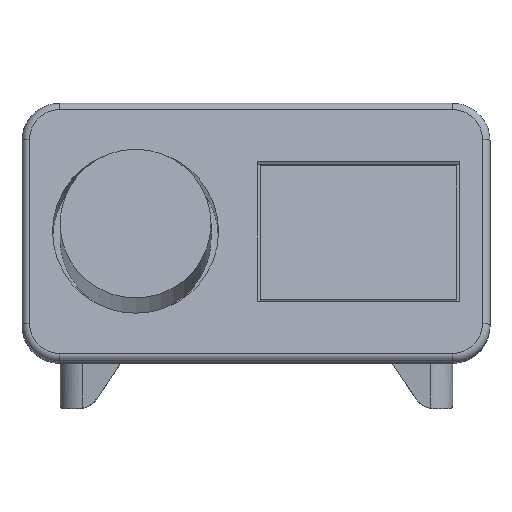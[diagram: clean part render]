
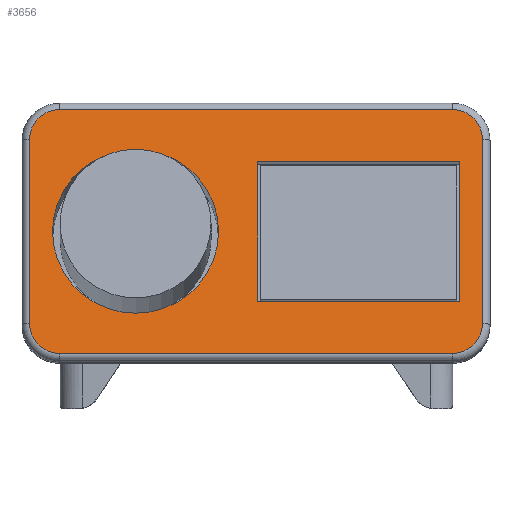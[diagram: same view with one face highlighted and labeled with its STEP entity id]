
A CAD part, front view. The second image highlights one B-rep face of the part: STEP entity #3656.
In plain terms, the highlighted planar face has unit normal (0, -0.985, 0.174).
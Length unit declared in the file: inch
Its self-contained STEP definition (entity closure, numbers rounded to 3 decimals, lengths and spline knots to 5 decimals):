
#245=FACE_BOUND('',#744,.T.);
#246=FACE_BOUND('',#745,.T.);
#305=CIRCLE('',#3909,0.2);
#309=CIRCLE('',#3915,0.2);
#313=CIRCLE('',#3921,0.2);
#316=CIRCLE('',#3926,0.2);
#318=CIRCLE('',#3933,0.55);
#529=FACE_OUTER_BOUND('',#743,.T.);
#743=EDGE_LOOP('',(#2600,#2601,#2602,#2603,#2604,#2605,#2606,#2607));
#744=EDGE_LOOP('',(#2608,#2609,#2610,#2611));
#745=EDGE_LOOP('',(#2612));
#986=LINE('',#6850,#1246);
#987=LINE('',#6861,#1247);
#989=LINE('',#6873,#1249);
#991=LINE('',#6885,#1251);
#999=LINE('',#6904,#1259);
#1000=LINE('',#6906,#1260);
#1001=LINE('',#6908,#1261);
#1002=LINE('',#6909,#1262);
#1246=VECTOR('',#4319,0.3937);
#1247=VECTOR('',#4332,0.3937);
#1249=VECTOR('',#4346,0.3937);
#1251=VECTOR('',#4360,0.3937);
#1259=VECTOR('',#4384,0.3937);
#1260=VECTOR('',#4385,0.3937);
#1261=VECTOR('',#4386,0.3937);
#1262=VECTOR('',#4387,0.3937);
#1554=VERTEX_POINT('',#6843);
#1557=VERTEX_POINT('',#6848);
#1559=VERTEX_POINT('',#6853);
#1561=VERTEX_POINT('',#6859);
#1563=VERTEX_POINT('',#6865);
#1565=VERTEX_POINT('',#6871);
#1567=VERTEX_POINT('',#6877);
#1569=VERTEX_POINT('',#6883);
#1571=VERTEX_POINT('',#6902);
#1572=VERTEX_POINT('',#6903);
#1573=VERTEX_POINT('',#6905);
#1574=VERTEX_POINT('',#6907);
#1575=VERTEX_POINT('',#6910);
#1949=EDGE_CURVE('',#1557,#1554,#986,.T.);
#1951=EDGE_CURVE('',#1559,#1557,#305,.T.);
#1954=EDGE_CURVE('',#1561,#1559,#987,.T.);
#1957=EDGE_CURVE('',#1563,#1561,#309,.T.);
#1960=EDGE_CURVE('',#1565,#1563,#989,.T.);
#1963=EDGE_CURVE('',#1567,#1565,#313,.T.);
#1966=EDGE_CURVE('',#1569,#1567,#991,.T.);
#1968=EDGE_CURVE('',#1554,#1569,#316,.T.);
#1976=EDGE_CURVE('',#1571,#1572,#999,.T.);
#1977=EDGE_CURVE('',#1572,#1573,#1000,.T.);
#1978=EDGE_CURVE('',#1573,#1574,#1001,.T.);
#1979=EDGE_CURVE('',#1574,#1571,#1002,.T.);
#1980=EDGE_CURVE('',#1575,#1575,#318,.T.);
#2600=ORIENTED_EDGE('',*,*,#1949,.F.);
#2601=ORIENTED_EDGE('',*,*,#1951,.F.);
#2602=ORIENTED_EDGE('',*,*,#1954,.F.);
#2603=ORIENTED_EDGE('',*,*,#1957,.F.);
#2604=ORIENTED_EDGE('',*,*,#1960,.F.);
#2605=ORIENTED_EDGE('',*,*,#1963,.F.);
#2606=ORIENTED_EDGE('',*,*,#1966,.F.);
#2607=ORIENTED_EDGE('',*,*,#1968,.F.);
#2608=ORIENTED_EDGE('',*,*,#1976,.T.);
#2609=ORIENTED_EDGE('',*,*,#1977,.T.);
#2610=ORIENTED_EDGE('',*,*,#1978,.T.);
#2611=ORIENTED_EDGE('',*,*,#1979,.T.);
#2612=ORIENTED_EDGE('',*,*,#1980,.T.);
#3531=PLANE('',#3932);
#3656=ADVANCED_FACE('',(#529,#245,#246),#3531,.T.);
#3909=AXIS2_PLACEMENT_3D('',#6855,#4324,#4325);
#3915=AXIS2_PLACEMENT_3D('',#6867,#4338,#4339);
#3921=AXIS2_PLACEMENT_3D('',#6879,#4352,#4353);
#3926=AXIS2_PLACEMENT_3D('',#6888,#4364,#4365);
#3932=AXIS2_PLACEMENT_3D('',#6901,#4382,#4383);
#3933=AXIS2_PLACEMENT_3D('',#6911,#4388,#4389);
#4319=DIRECTION('',(0.,0.174,0.985));
#4324=DIRECTION('center_axis',(0.,0.985,-0.174));
#4325=DIRECTION('ref_axis',(-0.707,-0.123,-0.696));
#4332=DIRECTION('',(-1.,0.,0.));
#4338=DIRECTION('center_axis',(0.,0.985,-0.174));
#4339=DIRECTION('ref_axis',(0.707,-0.123,-0.696));
#4346=DIRECTION('',(0.,-0.174,-0.985));
#4352=DIRECTION('center_axis',(0.,0.985,-0.174));
#4353=DIRECTION('ref_axis',(0.707,0.123,0.696));
#4360=DIRECTION('',(1.,0.,0.));
#4364=DIRECTION('center_axis',(0.,0.985,-0.174));
#4365=DIRECTION('ref_axis',(-0.707,0.123,0.696));
#4382=DIRECTION('center_axis',(0.,-0.985,0.174));
#4383=DIRECTION('ref_axis',(1.,0.,0.));
#4384=DIRECTION('',(-1.,0.,0.));
#4385=DIRECTION('',(0.,0.174,0.985));
#4386=DIRECTION('',(1.,0.,0.));
#4387=DIRECTION('',(0.,-0.174,-0.985));
#4388=DIRECTION('center_axis',(0.,0.985,-0.174));
#4389=DIRECTION('ref_axis',(1.,0.,0.));
#6843=CARTESIAN_POINT('',(-1.70264,0.00397,0.5984));
#6848=CARTESIAN_POINT('',(-1.70264,-0.21135,-0.62276));
#6850=CARTESIAN_POINT('',(-1.70264,-0.04986,0.29311));
#6853=CARTESIAN_POINT('',(-1.50264,-0.24608,-0.81972));
#6855=CARTESIAN_POINT('Origin',(-1.50264,-0.21135,-0.62276));
#6859=CARTESIAN_POINT('',(1.09736,-0.24608,-0.81972));
#6861=CARTESIAN_POINT('',(-0.85264,-0.24608,-0.81972));
#6865=CARTESIAN_POINT('',(1.29736,-0.21135,-0.62276));
#6867=CARTESIAN_POINT('Origin',(1.09736,-0.21135,-0.62276));
#6871=CARTESIAN_POINT('',(1.29736,0.00397,0.5984));
#6873=CARTESIAN_POINT('',(1.29736,-0.15752,-0.31747));
#6877=CARTESIAN_POINT('',(1.09736,0.0387,0.79536));
#6879=CARTESIAN_POINT('Origin',(1.09736,0.00397,0.5984));
#6883=CARTESIAN_POINT('',(-1.50264,0.0387,0.79536));
#6885=CARTESIAN_POINT('',(0.44736,0.0387,0.79536));
#6888=CARTESIAN_POINT('Origin',(-1.50264,0.00397,0.5984));
#6901=CARTESIAN_POINT('Origin',(-0.20264,-0.10369,-0.01218));
#6902=CARTESIAN_POINT('',(1.14736,-0.1853,-0.47504));
#6903=CARTESIAN_POINT('',(-0.19264,-0.1853,-0.47504));
#6904=CARTESIAN_POINT('',(1.14736,-0.1853,-0.47504));
#6905=CARTESIAN_POINT('',(-0.19264,-0.02208,0.45068));
#6906=CARTESIAN_POINT('',(-0.19264,-0.1853,-0.47504));
#6907=CARTESIAN_POINT('',(1.14736,-0.02208,0.45068));
#6908=CARTESIAN_POINT('',(-0.19264,-0.02208,0.45068));
#6909=CARTESIAN_POINT('',(1.14736,-0.02208,0.45068));
#6910=CARTESIAN_POINT('',(-1.55054,-0.10369,-0.01218));
#6911=CARTESIAN_POINT('Origin',(-1.00054,-0.10369,-0.01218));
